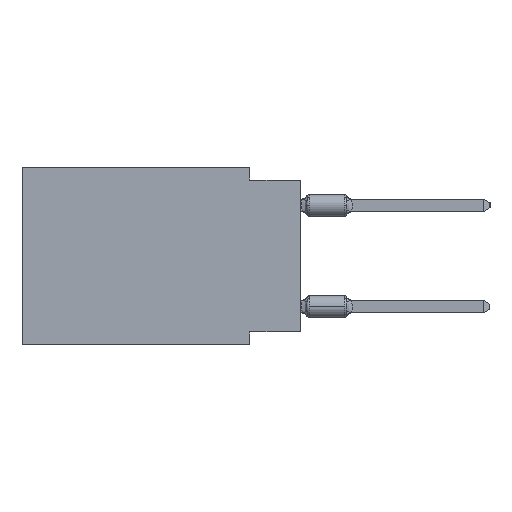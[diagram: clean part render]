
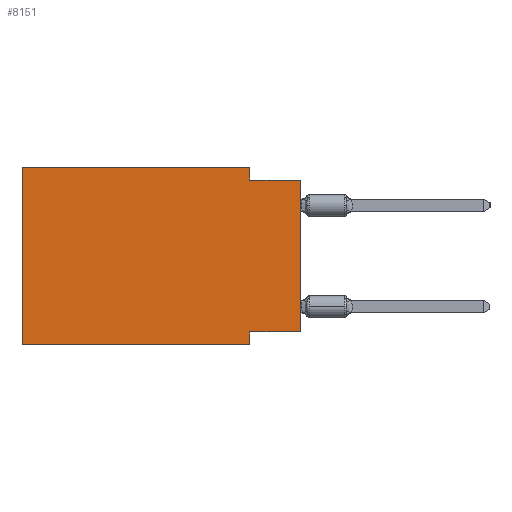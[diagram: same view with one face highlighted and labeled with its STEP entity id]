
A CAD part, left-side view. The second image highlights one B-rep face of the part: STEP entity #8151.
In plain terms, the highlighted planar face has unit normal (-1, 0, 0).
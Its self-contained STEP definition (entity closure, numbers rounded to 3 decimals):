
#493 = VERTEX_POINT ( 'NONE', #45837 ) ;
#929 = LINE ( 'NONE', #19283, #13476 ) ;
#2403 = VERTEX_POINT ( 'NONE', #33491 ) ;
#2410 = DIRECTION ( 'NONE',  ( 0., -1., 0. ) ) ;
#2739 = EDGE_LOOP ( 'NONE', ( #46282, #25120, #25464, #41486, #57520, #10453, #7216, #42525 ) ) ;
#2960 = PLANE ( 'NONE',  #17002 ) ;
#3948 = DIRECTION ( 'NONE',  ( 0., -1., 0. ) ) ;
#7216 = ORIENTED_EDGE ( 'NONE', *, *, #45433, .F. ) ;
#7850 = CARTESIAN_POINT ( 'NONE',  ( 0., 0., -0.635 ) ) ;
#8151 = ADVANCED_FACE ( 'NONE', ( #11665 ), #2960, .F. ) ;
#8185 = VECTOR ( 'NONE', #3948, 1000. ) ;
#9294 = CARTESIAN_POINT ( 'NONE',  ( 0., 0., -8.255 ) ) ;
#10172 = CARTESIAN_POINT ( 'NONE',  ( 0., 13.97, 0. ) ) ;
#10453 = ORIENTED_EDGE ( 'NONE', *, *, #48913, .T. ) ;
#11312 = EDGE_CURVE ( 'NONE', #22347, #48907, #23820, .T. ) ;
#11665 = FACE_OUTER_BOUND ( 'NONE', #2739, .T. ) ;
#13476 = VECTOR ( 'NONE', #28590, 1000. ) ;
#15124 = CARTESIAN_POINT ( 'NONE',  ( 0., 0., 0. ) ) ;
#15632 = VECTOR ( 'NONE', #33451, 1000. ) ;
#15761 = DIRECTION ( 'NONE',  ( 0., 0., -1. ) ) ;
#16083 = EDGE_CURVE ( 'NONE', #22347, #18157, #45075, .T. ) ;
#16183 = DIRECTION ( 'NONE',  ( 1., 0., 0. ) ) ;
#16535 = CARTESIAN_POINT ( 'NONE',  ( 0., 0., -0.635 ) ) ;
#17002 = AXIS2_PLACEMENT_3D ( 'NONE', #48658, #16183, #34507 ) ;
#18157 = VERTEX_POINT ( 'NONE', #39976 ) ;
#19156 = LINE ( 'NONE', #23933, #36852 ) ;
#19283 = CARTESIAN_POINT ( 'NONE',  ( 0., 13.97, 0. ) ) ;
#21940 = EDGE_CURVE ( 'NONE', #28416, #50668, #929, .T. ) ;
#22073 = VECTOR ( 'NONE', #2410, 1000. ) ;
#22347 = VERTEX_POINT ( 'NONE', #9294 ) ;
#23352 = DIRECTION ( 'NONE',  ( 0., 0., 1. ) ) ;
#23820 = LINE ( 'NONE', #15124, #15632 ) ;
#23933 = CARTESIAN_POINT ( 'NONE',  ( 0., 13.97, 0. ) ) ;
#25120 = ORIENTED_EDGE ( 'NONE', *, *, #54418, .F. ) ;
#25464 = ORIENTED_EDGE ( 'NONE', *, *, #39004, .F. ) ;
#28416 = VERTEX_POINT ( 'NONE', #10172 ) ;
#28590 = DIRECTION ( 'NONE',  ( 0., -1., 0. ) ) ;
#30537 = LINE ( 'NONE', #35946, #35783 ) ;
#33451 = DIRECTION ( 'NONE',  ( 0., 0., 1. ) ) ;
#33491 = CARTESIAN_POINT ( 'NONE',  ( 0., 2.54, -0.635 ) ) ;
#34507 = DIRECTION ( 'NONE',  ( 0., 0., -1. ) ) ;
#34859 = VERTEX_POINT ( 'NONE', #34972 ) ;
#34972 = CARTESIAN_POINT ( 'NONE',  ( 0., 2.54, -8.89 ) ) ;
#35400 = CARTESIAN_POINT ( 'NONE',  ( 0., 2.54, 0. ) ) ;
#35783 = VECTOR ( 'NONE', #45246, 1000. ) ;
#35946 = CARTESIAN_POINT ( 'NONE',  ( 0., 2.54, 0. ) ) ;
#36852 = VECTOR ( 'NONE', #23352, 1000. ) ;
#39004 = EDGE_CURVE ( 'NONE', #50668, #2403, #30537, .T. ) ;
#39976 = CARTESIAN_POINT ( 'NONE',  ( 0., 2.54, -8.255 ) ) ;
#40568 = DIRECTION ( 'NONE',  ( 0., 1., 0. ) ) ;
#41142 = CARTESIAN_POINT ( 'NONE',  ( 0., 0., -8.255 ) ) ;
#41486 = ORIENTED_EDGE ( 'NONE', *, *, #21940, .F. ) ;
#42516 = CARTESIAN_POINT ( 'NONE',  ( 0., 2.54, -8.89 ) ) ;
#42525 = ORIENTED_EDGE ( 'NONE', *, *, #16083, .F. ) ;
#43286 = CARTESIAN_POINT ( 'NONE',  ( 0., 13.97, -8.89 ) ) ;
#45075 = LINE ( 'NONE', #41142, #51667 ) ;
#45119 = LINE ( 'NONE', #7850, #8185 ) ;
#45246 = DIRECTION ( 'NONE',  ( 0., 0., -1. ) ) ;
#45433 = EDGE_CURVE ( 'NONE', #18157, #34859, #52998, .T. ) ;
#45837 = CARTESIAN_POINT ( 'NONE',  ( 0., 13.97, -8.89 ) ) ;
#46282 = ORIENTED_EDGE ( 'NONE', *, *, #11312, .T. ) ;
#46880 = VECTOR ( 'NONE', #15761, 1000. ) ;
#47784 = LINE ( 'NONE', #43286, #22073 ) ;
#48658 = CARTESIAN_POINT ( 'NONE',  ( 0., 13.97, 0. ) ) ;
#48907 = VERTEX_POINT ( 'NONE', #16535 ) ;
#48913 = EDGE_CURVE ( 'NONE', #493, #34859, #47784, .T. ) ;
#50668 = VERTEX_POINT ( 'NONE', #35400 ) ;
#51667 = VECTOR ( 'NONE', #40568, 1000. ) ;
#52998 = LINE ( 'NONE', #42516, #46880 ) ;
#53249 = EDGE_CURVE ( 'NONE', #493, #28416, #19156, .T. ) ;
#54418 = EDGE_CURVE ( 'NONE', #2403, #48907, #45119, .T. ) ;
#57520 = ORIENTED_EDGE ( 'NONE', *, *, #53249, .F. ) ;
